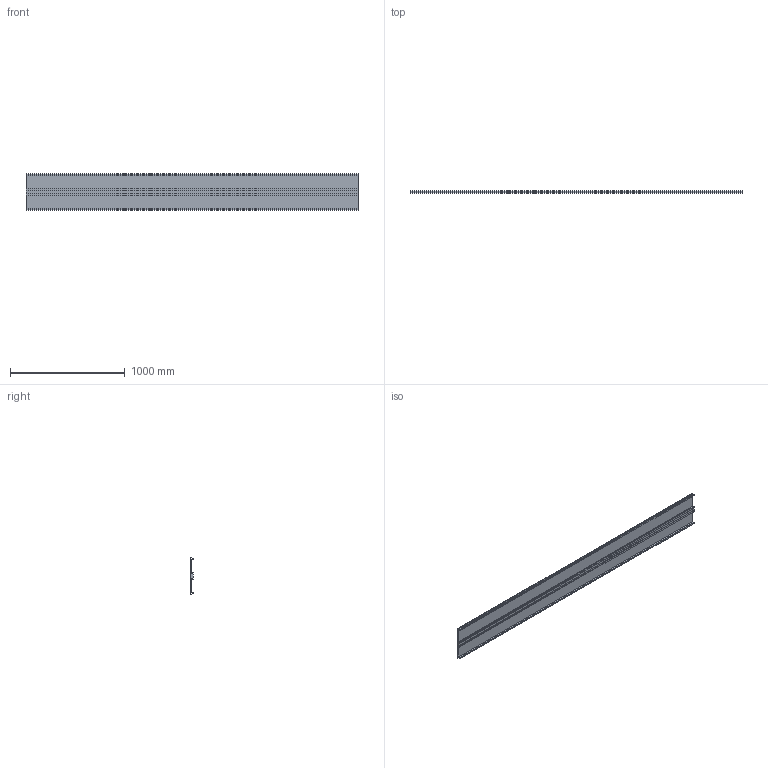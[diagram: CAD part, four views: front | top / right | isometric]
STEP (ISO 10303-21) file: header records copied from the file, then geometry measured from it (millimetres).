
FILE_DESCRIPTION(('STEP AP214'),'1');
FILE_NAME('cctmp_68619FE2-10A1-49A8-803A-89E1212C6DE2_2021_12_27_17_39_46_0211..stp','2021-12-27T16:39:46',('Bosch Rexroth AG'),('CADClick - www.CADClick.com'),'Spatial InterOp 3D',' ','unknown authorization - (Healing Option Enabled)');
FILE_SCHEMA(('AUTOMOTIVE_DESIGN'));
Length unit declared in the file: millimetre
Products named in the file (1): 2021_12_27_17_39_46_0209
Bounding box: 2898 x 22.5 x 317 mm (x, y, z)
Volume: 7026065.4 mm3; surface area: 2348857 mm2
Topology: 1 solids, 1 shells, 32 faces, 90 edges, 60 vertices
Faces by surface type: plane 32
Entity records: 1294 total; most frequent: CARTESIAN_POINT 183, ORIENTED_EDGE 180, DIRECTION 156, EDGE_CURVE 90, LINE 90, VECTOR 90, VERTEX_POINT 60, STYLED_ITEM 33
